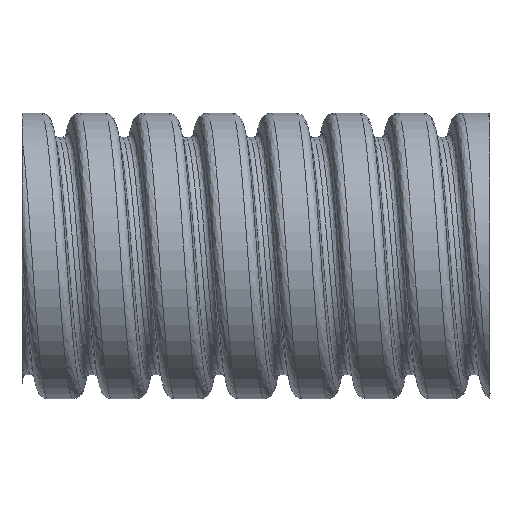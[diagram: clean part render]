
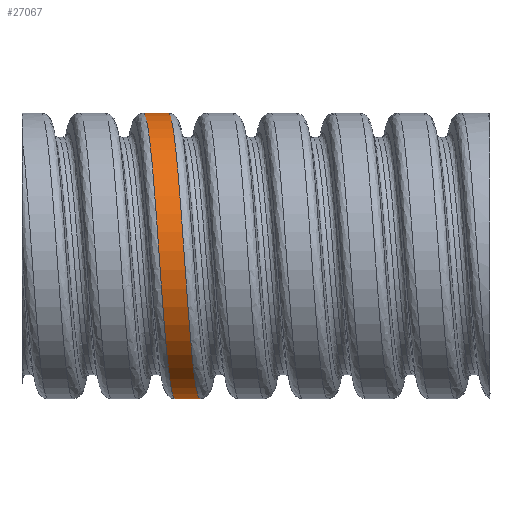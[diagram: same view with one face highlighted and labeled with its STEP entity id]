
A CAD part, front view. The second image highlights one B-rep face of the part: STEP entity #27067.
In plain terms, the highlighted cylindrical face has radius 76.3 mm (diameter 152.6 mm), a partial arc.
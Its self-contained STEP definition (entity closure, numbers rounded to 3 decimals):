
#774 = DIRECTION ( 'NONE',  ( -1., 0., 0. ) ) ;
#1087 = CARTESIAN_POINT ( 'NONE',  ( -170.383, -19.748, 73.7 ) ) ;
#1210 = VERTEX_POINT ( 'NONE', #1413 ) ;
#1217 =( BOUNDED_CURVE ( )  B_SPLINE_CURVE ( 2, ( #28291, #12636, #10634, #21745, #12739, #15250, #5704, #26581, #12846, #28903, #3703, #8117, #8012, #26682, #14841, #14946, #12947, #29005, #28699, #28595, #19851, #6112, #7908, #19434, #1087, #26476, #17141 ),
 .UNSPECIFIED., .F., .F. ) 
 B_SPLINE_CURVE_WITH_KNOTS ( ( 3, 2, 2, 2, 2, 2, 2, 2, 2, 2, 2, 2, 2, 3 ),
 ( 0.489, 0.489, 0.492, 0.496, 0.5, 0.504, 0.508, 0.511, 0.515, 0.519, 0.523, 0.527, 0.53, 0.534 ),
 .UNSPECIFIED. ) 
 CURVE ( )  GEOMETRIC_REPRESENTATION_ITEM ( )  RATIONAL_B_SPLINE_CURVE ( ( 1., 1., 1., 0.991, 1., 0.991, 1., 0.991, 1., 0.991, 1., 0.991, 1., 0.991, 1., 0.991, 1., 0.991, 1., 0.991, 1., 0.991, 1., 0.991, 1., 0.991, 1. ) ) 
 REPRESENTATION_ITEM ( '' )  );
#1220 = VECTOR ( 'NONE', #4052, 1000. ) ;
#1413 = CARTESIAN_POINT ( 'NONE',  ( -168.2, 0., -76.3 ) ) ;
#1754 = CARTESIAN_POINT ( 'NONE',  ( -172.45, -53.952, -53.952 ) ) ;
#2209 = CARTESIAN_POINT ( 'NONE',  ( -185.2, 0., 76.3 ) ) ;
#2314 = ORIENTED_EDGE ( 'NONE', *, *, #26754, .T. ) ;
#2514 = CARTESIAN_POINT ( 'NONE',  ( 0., 0., 0. ) ) ;
#3321 = EDGE_CURVE ( 'NONE', #10705, #1210, #14756, .T. ) ;
#3703 = CARTESIAN_POINT ( 'NONE',  ( -160.467, -66.078, -38.15 ) ) ;
#3957 = CARTESIAN_POINT ( 'NONE',  ( -176.7, -76.3, 0. ) ) ;
#4052 = DIRECTION ( 'NONE',  ( -1., 0., 0. ) ) ;
#4248 = CARTESIAN_POINT ( 'NONE',  ( -178.117, -73.7, 19.748 ) ) ;
#5365 = CARTESIAN_POINT ( 'NONE',  ( -171.8, 0., 76.3 ) ) ;
#5704 = CARTESIAN_POINT ( 'NONE',  ( -157.633, -38.15, -66.078 ) ) ;
#5712 = ORIENTED_EDGE ( 'NONE', *, *, #3321, .F. ) ;
#6022 = VERTEX_POINT ( 'NONE', #2209 ) ;
#6112 = CARTESIAN_POINT ( 'NONE',  ( -168.258, -46.849, 61.055 ) ) ;
#6260 = CARTESIAN_POINT ( 'NONE',  ( -180.242, -61.055, 46.849 ) ) ;
#6462 = CARTESIAN_POINT ( 'NONE',  ( 0., 0., 76.3 ) ) ;
#6560 = CARTESIAN_POINT ( 'NONE',  ( -178.825, -71.1, 29.451 ) ) ;
#7908 = CARTESIAN_POINT ( 'NONE',  ( -168.967, -38.15, 66.078 ) ) ;
#8012 = CARTESIAN_POINT ( 'NONE',  ( -161.883, -73.7, -19.748 ) ) ;
#8059 = CARTESIAN_POINT ( 'NONE',  ( -168.2, 0., -76.3 ) ) ;
#8117 = CARTESIAN_POINT ( 'NONE',  ( -161.175, -71.1, -29.451 ) ) ;
#8164 = CARTESIAN_POINT ( 'NONE',  ( -169.617, -19.748, -73.7 ) ) ;
#9118 = CYLINDRICAL_SURFACE ( 'NONE', #12302, 76.3 ) ;
#9359 = CARTESIAN_POINT ( 'NONE',  ( -183.075, -29.451, 71.1 ) ) ;
#10455 = EDGE_CURVE ( 'NONE', #1210, #6022, #29219, .T. ) ;
#10577 = CARTESIAN_POINT ( 'NONE',  ( -171.033, -38.15, -66.078 ) ) ;
#10634 = CARTESIAN_POINT ( 'NONE',  ( -154.8, 0., -76.3 ) ) ;
#10705 = VERTEX_POINT ( 'NONE', #29639 ) ;
#10885 = CARTESIAN_POINT ( 'NONE',  ( -173.867, -66.078, -38.15 ) ) ;
#11585 = EDGE_CURVE ( 'NONE', #10705, #21123, #1217, .T. ) ;
#11643 = DIRECTION ( 'NONE',  ( -1., 0., 0. ) ) ;
#12302 = AXIS2_PLACEMENT_3D ( 'NONE', #2514, #11643, #20485 ) ;
#12420 = CARTESIAN_POINT ( 'NONE',  ( 0., 0., -76.3 ) ) ;
#12636 = CARTESIAN_POINT ( 'NONE',  ( -154.8, 0., -76.3 ) ) ;
#12739 = CARTESIAN_POINT ( 'NONE',  ( -156.217, -19.748, -73.7 ) ) ;
#12846 = CARTESIAN_POINT ( 'NONE',  ( -159.05, -53.952, -53.952 ) ) ;
#12947 = CARTESIAN_POINT ( 'NONE',  ( -164.717, -73.7, 19.748 ) ) ;
#13481 = CARTESIAN_POINT ( 'NONE',  ( -175.992, -76.3, -10.045 ) ) ;
#14756 = LINE ( 'NONE', #12420, #27681 ) ;
#14841 = CARTESIAN_POINT ( 'NONE',  ( -163.3, -76.3, 0. ) ) ;
#14946 = CARTESIAN_POINT ( 'NONE',  ( -164.008, -76.3, 10.045 ) ) ;
#15250 = CARTESIAN_POINT ( 'NONE',  ( -156.925, -29.451, -71.1 ) ) ;
#15496 = CARTESIAN_POINT ( 'NONE',  ( -171.742, -46.849, -61.055 ) ) ;
#15605 = LINE ( 'NONE', #6462, #1220 ) ;
#17141 = CARTESIAN_POINT ( 'NONE',  ( -171.8, 0., 76.3 ) ) ;
#17493 = CARTESIAN_POINT ( 'NONE',  ( -168.908, -10.045, -76.3 ) ) ;
#17797 = CARTESIAN_POINT ( 'NONE',  ( -183.783, -19.748, 73.7 ) ) ;
#18321 = ORIENTED_EDGE ( 'NONE', *, *, #11585, .T. ) ;
#19157 = EDGE_LOOP ( 'NONE', ( #5712, #18321, #2314, #26206 ) ) ;
#19434 = CARTESIAN_POINT ( 'NONE',  ( -169.675, -29.451, 71.1 ) ) ;
#19691 = CARTESIAN_POINT ( 'NONE',  ( -170.325, -29.451, -71.1 ) ) ;
#19793 = CARTESIAN_POINT ( 'NONE',  ( -168.2, 0., -76.3 ) ) ;
#19851 = CARTESIAN_POINT ( 'NONE',  ( -167.55, -53.952, 53.952 ) ) ;
#20004 = CARTESIAN_POINT ( 'NONE',  ( -182.367, -38.15, 66.078 ) ) ;
#20485 = DIRECTION ( 'NONE',  ( 0., 0., 1. ) ) ;
#21123 = VERTEX_POINT ( 'NONE', #5365 ) ;
#21745 = CARTESIAN_POINT ( 'NONE',  ( -155.508, -10.045, -76.3 ) ) ;
#21794 = CARTESIAN_POINT ( 'NONE',  ( -168.2, 0., -76.3 ) ) ;
#22313 = CARTESIAN_POINT ( 'NONE',  ( -174.575, -71.1, -29.451 ) ) ;
#22609 = CARTESIAN_POINT ( 'NONE',  ( -184.492, -10.045, 76.3 ) ) ;
#23089 = CARTESIAN_POINT ( 'NONE',  ( -173.158, -61.055, -46.849 ) ) ;
#23447 = FACE_OUTER_BOUND ( 'NONE', #19157, .T. ) ;
#24609 = CARTESIAN_POINT ( 'NONE',  ( -175.283, -73.7, -19.748 ) ) ;
#24804 = CARTESIAN_POINT ( 'NONE',  ( -179.533, -66.078, 38.15 ) ) ;
#26206 = ORIENTED_EDGE ( 'NONE', *, *, #10455, .F. ) ;
#26476 = CARTESIAN_POINT ( 'NONE',  ( -171.092, -10.045, 76.3 ) ) ;
#26581 = CARTESIAN_POINT ( 'NONE',  ( -158.342, -46.849, -61.055 ) ) ;
#26682 = CARTESIAN_POINT ( 'NONE',  ( -162.592, -76.3, -10.045 ) ) ;
#26754 = EDGE_CURVE ( 'NONE', #21123, #6022, #15605, .T. ) ;
#27040 = CARTESIAN_POINT ( 'NONE',  ( -181.658, -46.849, 61.055 ) ) ;
#27067 = ADVANCED_FACE ( 'NONE', ( #23447 ), #9118, .T. ) ;
#27138 = CARTESIAN_POINT ( 'NONE',  ( -180.95, -53.952, 53.952 ) ) ;
#27235 = CARTESIAN_POINT ( 'NONE',  ( -185.2, 0., 76.3 ) ) ;
#27681 = VECTOR ( 'NONE', #774, 1000. ) ;
#28291 = CARTESIAN_POINT ( 'NONE',  ( -154.8, 0., -76.3 ) ) ;
#28595 = CARTESIAN_POINT ( 'NONE',  ( -166.842, -61.055, 46.849 ) ) ;
#28699 = CARTESIAN_POINT ( 'NONE',  ( -166.133, -66.078, 38.15 ) ) ;
#28903 = CARTESIAN_POINT ( 'NONE',  ( -159.758, -61.055, -46.849 ) ) ;
#29005 = CARTESIAN_POINT ( 'NONE',  ( -165.425, -71.1, 29.451 ) ) ;
#29219 =( BOUNDED_CURVE ( )  B_SPLINE_CURVE ( 2, ( #21794, #19793, #8059, #17493, #8164, #19691, #10577, #15496, #1754, #23089, #10885, #22313, #24609, #13481, #3957, #29259, #4248, #6560, #24804, #6260, #27138, #27040, #20004, #9359, #17797, #22609, #27235 ),
 .UNSPECIFIED., .F., .T. ) 
 B_SPLINE_CURVE_WITH_KNOTS ( ( 3, 2, 2, 2, 2, 2, 2, 2, 2, 2, 2, 2, 2, 3 ),
 ( 0.489, 0.489, 0.492, 0.496, 0.5, 0.504, 0.508, 0.511, 0.515, 0.519, 0.523, 0.527, 0.53, 0.534 ),
 .UNSPECIFIED. ) 
 CURVE ( )  GEOMETRIC_REPRESENTATION_ITEM ( )  RATIONAL_B_SPLINE_CURVE ( ( 1., 1., 1., 0.991, 1., 0.991, 1., 0.991, 1., 0.991, 1., 0.991, 1., 0.991, 1., 0.991, 1., 0.991, 1., 0.991, 1., 0.991, 1., 0.991, 1., 0.991, 1. ) ) 
 REPRESENTATION_ITEM ( '' )  );
#29259 = CARTESIAN_POINT ( 'NONE',  ( -177.408, -76.3, 10.045 ) ) ;
#29639 = CARTESIAN_POINT ( 'NONE',  ( -154.8, 0., -76.3 ) ) ;
